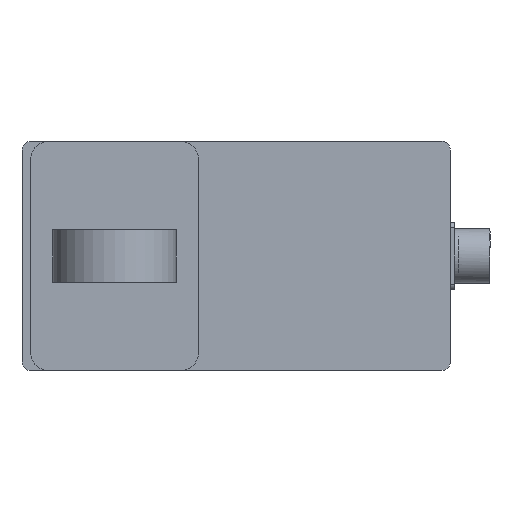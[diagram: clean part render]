
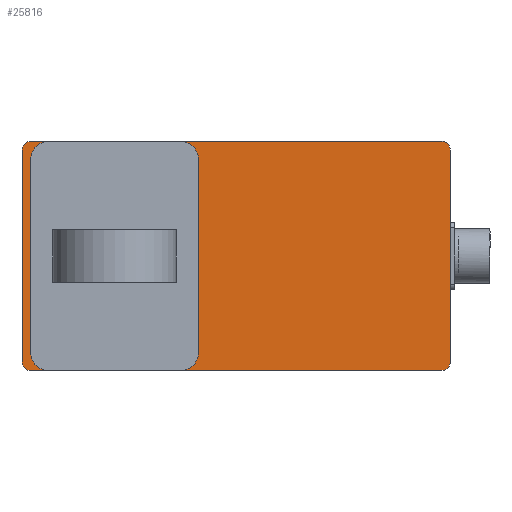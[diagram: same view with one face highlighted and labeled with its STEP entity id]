
A CAD part, front view. The second image highlights one B-rep face of the part: STEP entity #25816.
In plain terms, the highlighted face is planar.
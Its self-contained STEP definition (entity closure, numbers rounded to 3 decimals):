
#3701 = CARTESIAN_POINT ( 'NONE',  ( -60., 185.5, -141. ) ) ;
#5936 = EDGE_CURVE ( 'NONE', #66541, #35044, #40950, .T. ) ;
#9040 = AXIS2_PLACEMENT_3D ( 'NONE', #39155, #46359, #73930 ) ;
#9879 = CARTESIAN_POINT ( 'NONE',  ( -60., 190.501, -141. ) ) ;
#10170 = ORIENTED_EDGE ( 'NONE', *, *, #21052, .T. ) ;
#13364 = CARTESIAN_POINT ( 'NONE',  ( -65.001, -47.5, -141. ) ) ;
#14552 = ORIENTED_EDGE ( 'NONE', *, *, #26294, .T. ) ;
#15319 = EDGE_CURVE ( 'NONE', #47849, #36417, #65867, .T. ) ;
#17373 = PLANE ( 'NONE',  #76218 ) ;
#20134 = DIRECTION ( 'NONE',  ( 0., 1., 0. ) ) ;
#20742 = ORIENTED_EDGE ( 'NONE', *, *, #15319, .T. ) ;
#21052 = EDGE_CURVE ( 'NONE', #25907, #54263, #31474, .T. ) ;
#22843 = AXIS2_PLACEMENT_3D ( 'NONE', #58266, #37508, #85890 ) ;
#23123 = VERTEX_POINT ( 'NONE', #37267 ) ;
#24279 = VECTOR ( 'NONE', #20134, 1000. ) ;
#24944 = VECTOR ( 'NONE', #72387, 1000. ) ;
#25816 = ADVANCED_FACE ( 'NONE', ( #57551 ), #17373, .T. ) ;
#25907 = VERTEX_POINT ( 'NONE', #81059 ) ;
#26245 = CARTESIAN_POINT ( 'NONE',  ( -60., -52.501, -141. ) ) ;
#26294 = EDGE_CURVE ( 'NONE', #35044, #77898, #84944, .T. ) ;
#26407 = CARTESIAN_POINT ( 'NONE',  ( -65.001, 185.5, -141. ) ) ;
#26941 = AXIS2_PLACEMENT_3D ( 'NONE', #3701, #45216, #87287 ) ;
#29245 = CIRCLE ( 'NONE', #9040, 5.001 ) ;
#29756 = ORIENTED_EDGE ( 'NONE', *, *, #43066, .T. ) ;
#30914 = CARTESIAN_POINT ( 'NONE',  ( 60., -47.5, -141. ) ) ;
#31474 = CIRCLE ( 'NONE', #22843, 5.001 ) ;
#33287 = CARTESIAN_POINT ( 'NONE',  ( 65.001, 185.5, -141. ) ) ;
#35044 = VERTEX_POINT ( 'NONE', #26245 ) ;
#35250 = DIRECTION ( 'NONE',  ( 0., 0., -1. ) ) ;
#36417 = VERTEX_POINT ( 'NONE', #9879 ) ;
#37267 = CARTESIAN_POINT ( 'NONE',  ( 65.001, -47.5, -141. ) ) ;
#37508 = DIRECTION ( 'NONE',  ( 0., 0., -1. ) ) ;
#38728 = CARTESIAN_POINT ( 'NONE',  ( 65.001, 185.5, -141. ) ) ;
#39155 = CARTESIAN_POINT ( 'NONE',  ( 60., -47.5, -141. ) ) ;
#40950 = LINE ( 'NONE', #61716, #71508 ) ;
#41587 = CARTESIAN_POINT ( 'NONE',  ( -60., -47.5, -141. ) ) ;
#42669 = EDGE_CURVE ( 'NONE', #23123, #66541, #29245, .T. ) ;
#43066 = EDGE_CURVE ( 'NONE', #36417, #25907, #65157, .T. ) ;
#45216 = DIRECTION ( 'NONE',  ( 0., 0., -1. ) ) ;
#45787 = DIRECTION ( 'NONE',  ( 0., 0., -1. ) ) ;
#45956 = AXIS2_PLACEMENT_3D ( 'NONE', #41587, #35250, #84072 ) ;
#46359 = DIRECTION ( 'NONE',  ( 0., 0., -1. ) ) ;
#47849 = VERTEX_POINT ( 'NONE', #26407 ) ;
#52280 = EDGE_CURVE ( 'NONE', #77898, #47849, #61676, .T. ) ;
#54263 = VERTEX_POINT ( 'NONE', #33287 ) ;
#54337 = ORIENTED_EDGE ( 'NONE', *, *, #68516, .T. ) ;
#57551 = FACE_OUTER_BOUND ( 'NONE', #69946, .T. ) ;
#58266 = CARTESIAN_POINT ( 'NONE',  ( 60., 185.5, -141. ) ) ;
#58436 = DIRECTION ( 'NONE',  ( -1., 0., 0. ) ) ;
#61676 = LINE ( 'NONE', #13364, #24279 ) ;
#61716 = CARTESIAN_POINT ( 'NONE',  ( 60., -52.501, -141. ) ) ;
#65157 = LINE ( 'NONE', #79644, #24944 ) ;
#65867 = CIRCLE ( 'NONE', #26941, 5.001 ) ;
#66541 = VERTEX_POINT ( 'NONE', #84195 ) ;
#67668 = CARTESIAN_POINT ( 'NONE',  ( -65.001, -47.5, -141. ) ) ;
#68516 = EDGE_CURVE ( 'NONE', #54263, #23123, #73046, .T. ) ;
#69946 = EDGE_LOOP ( 'NONE', ( #88302, #78250, #14552, #85605, #20742, #29756, #10170, #54337 ) ) ;
#71508 = VECTOR ( 'NONE', #89304, 1000. ) ;
#72387 = DIRECTION ( 'NONE',  ( 1., 0., 0. ) ) ;
#73046 = LINE ( 'NONE', #38728, #80243 ) ;
#73930 = DIRECTION ( 'NONE',  ( -1., 0., 0. ) ) ;
#76218 = AXIS2_PLACEMENT_3D ( 'NONE', #30914, #45787, #58436 ) ;
#77898 = VERTEX_POINT ( 'NONE', #67668 ) ;
#78250 = ORIENTED_EDGE ( 'NONE', *, *, #5936, .T. ) ;
#79644 = CARTESIAN_POINT ( 'NONE',  ( -60., 190.501, -141. ) ) ;
#80243 = VECTOR ( 'NONE', #86659, 1000. ) ;
#81059 = CARTESIAN_POINT ( 'NONE',  ( 60., 190.501, -141. ) ) ;
#84072 = DIRECTION ( 'NONE',  ( -1., 0., 0. ) ) ;
#84195 = CARTESIAN_POINT ( 'NONE',  ( 60., -52.501, -141. ) ) ;
#84944 = CIRCLE ( 'NONE', #45956, 5.001 ) ;
#85605 = ORIENTED_EDGE ( 'NONE', *, *, #52280, .T. ) ;
#85890 = DIRECTION ( 'NONE',  ( -1., 0., 0. ) ) ;
#86659 = DIRECTION ( 'NONE',  ( 0., -1., 0. ) ) ;
#87287 = DIRECTION ( 'NONE',  ( -1., 0., 0. ) ) ;
#88302 = ORIENTED_EDGE ( 'NONE', *, *, #42669, .T. ) ;
#89304 = DIRECTION ( 'NONE',  ( -1., 0., 0. ) ) ;
